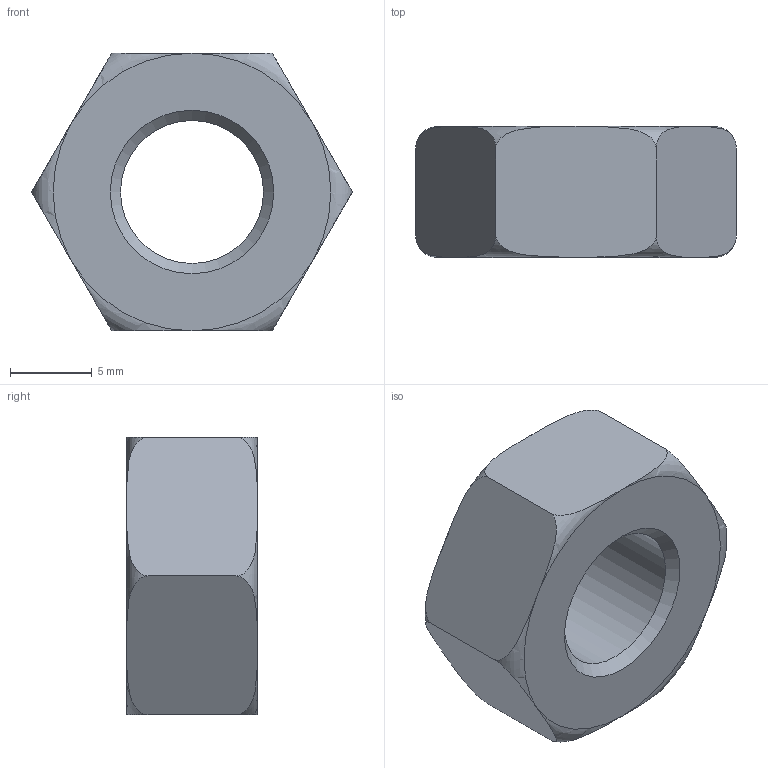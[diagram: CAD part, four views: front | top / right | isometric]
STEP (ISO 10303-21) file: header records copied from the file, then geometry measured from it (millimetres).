
FILE_DESCRIPTION (( 'STEP AP214' ), '1' );
FILE_NAME ('DIN 934 Nut M10x1_25.STEP', '2023-02-24T12:59:17', ( '' ), ( '' ), 'SwSTEP 2.0', 'SolidWorks 2020', '' );
FILE_SCHEMA (( 'AUTOMOTIVE_DESIGN' ));
Length unit declared in the file: millimetre
Products named in the file (1): DIN 934 Nut M10x1_25
Bounding box: 19.63 x 8 x 17 mm (x, y, z)
Volume: 1504.9 mm3; surface area: 1037.4 mm2
Topology: 1 solids, 1 shells, 23 faces, 49 edges, 28 vertices
Faces by surface type: torus 12, plane 8, cone 2, cylinder 1
Full cylindrical faces by diameter (mm): 8.75 x1
Entity records: 985 total; most frequent: CARTESIAN_POINT 490, ORIENTED_EDGE 92, DIRECTION 86, EDGE_CURVE 46, AXIS2_PLACEMENT_3D 40, EDGE_LOOP 28, VERTEX_POINT 28, B_SPLINE_CURVE_WITH_KNOTS 24
